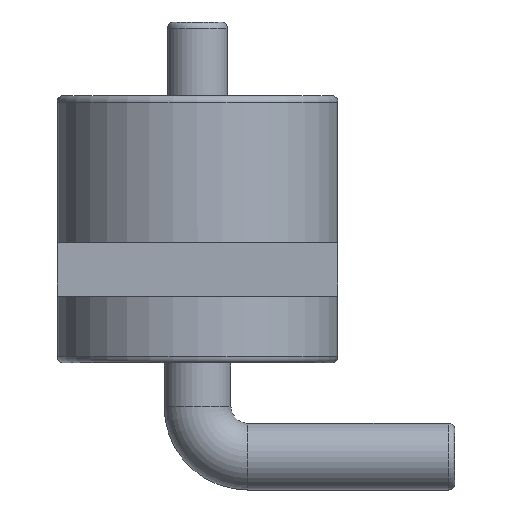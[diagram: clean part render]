
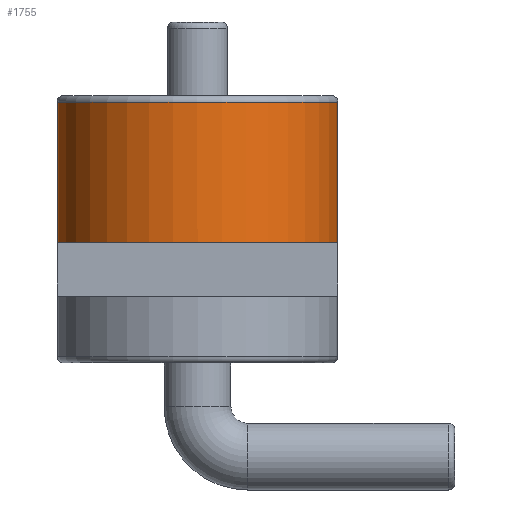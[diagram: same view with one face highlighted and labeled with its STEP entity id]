
A CAD part, left-side view. The second image highlights one B-rep face of the part: STEP entity #1755.
In plain terms, the highlighted cylindrical face has radius 2.1 mm (diameter 4.2 mm), a partial arc.
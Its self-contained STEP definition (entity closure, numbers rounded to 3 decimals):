
#210=FACE_OUTER_BOUND('',#362,.T.);
#362=EDGE_LOOP('',(#1336,#1337,#1338,#1339,#1340));
#493=LINE('',#2991,#573);
#516=LINE('',#3083,#596);
#573=VECTOR('',#2317,10.);
#596=VECTOR('',#2424,10.);
#675=CIRCLE('',#1974,2.1);
#682=CIRCLE('',#1991,2.1);
#683=CIRCLE('',#1994,2.1);
#827=VERTEX_POINT('',#2988);
#828=VERTEX_POINT('',#2990);
#842=VERTEX_POINT('',#3025);
#853=VERTEX_POINT('',#3068);
#855=VERTEX_POINT('',#3074);
#991=EDGE_CURVE('',#828,#827,#493,.T.);
#1012=EDGE_CURVE('',#842,#827,#675,.T.);
#1034=EDGE_CURVE('',#855,#853,#682,.T.);
#1036=EDGE_CURVE('',#853,#828,#683,.T.);
#1037=EDGE_CURVE('',#855,#842,#516,.T.);
#1336=ORIENTED_EDGE('',*,*,#1012,.F.);
#1337=ORIENTED_EDGE('',*,*,#1037,.F.);
#1338=ORIENTED_EDGE('',*,*,#1034,.T.);
#1339=ORIENTED_EDGE('',*,*,#1036,.T.);
#1340=ORIENTED_EDGE('',*,*,#991,.T.);
#1681=CYLINDRICAL_SURFACE('',#1996,2.1);
#1755=ADVANCED_FACE('',(#210),#1681,.T.);
#1974=AXIS2_PLACEMENT_3D('',#3032,#2362,#2363);
#1991=AXIS2_PLACEMENT_3D('',#3076,#2411,#2412);
#1994=AXIS2_PLACEMENT_3D('',#3080,#2418,#2419);
#1996=AXIS2_PLACEMENT_3D('',#3082,#2422,#2423);
#2317=DIRECTION('',(0.,0.,1.));
#2362=DIRECTION('center_axis',(0.,0.,1.));
#2363=DIRECTION('ref_axis',(-1.,0.,0.));
#2411=DIRECTION('center_axis',(0.,0.,1.));
#2412=DIRECTION('ref_axis',(0.,1.,0.));
#2418=DIRECTION('center_axis',(0.,0.,1.));
#2419=DIRECTION('ref_axis',(0.,1.,0.));
#2422=DIRECTION('center_axis',(0.,0.,1.));
#2423=DIRECTION('ref_axis',(0.,1.,0.));
#2424=DIRECTION('',(0.,0.,1.));
#2988=CARTESIAN_POINT('',(-7.94,-2.1,3.9));
#2990=CARTESIAN_POINT('',(-7.94,-2.1,1.8));
#2991=CARTESIAN_POINT('',(-7.94,-2.1,0.));
#3025=CARTESIAN_POINT('',(-7.94,2.1,3.9));
#3032=CARTESIAN_POINT('Origin',(-7.94,0.,3.9));
#3068=CARTESIAN_POINT('',(-10.04,0.,1.8));
#3074=CARTESIAN_POINT('',(-7.94,2.1,1.8));
#3076=CARTESIAN_POINT('Origin',(-7.94,0.,1.8));
#3080=CARTESIAN_POINT('Origin',(-7.94,0.,1.8));
#3082=CARTESIAN_POINT('Origin',(-7.94,0.,0.));
#3083=CARTESIAN_POINT('',(-7.94,2.1,0.));
